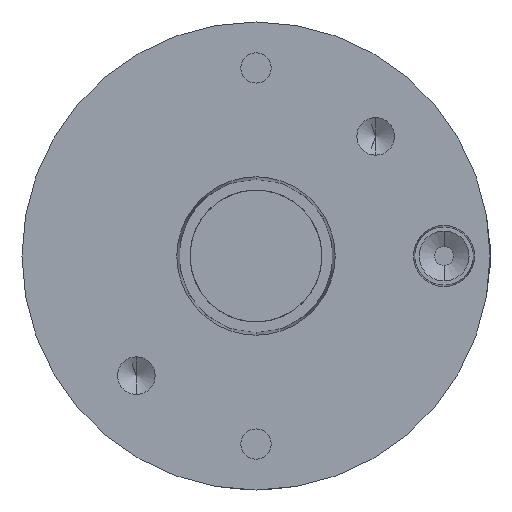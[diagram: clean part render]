
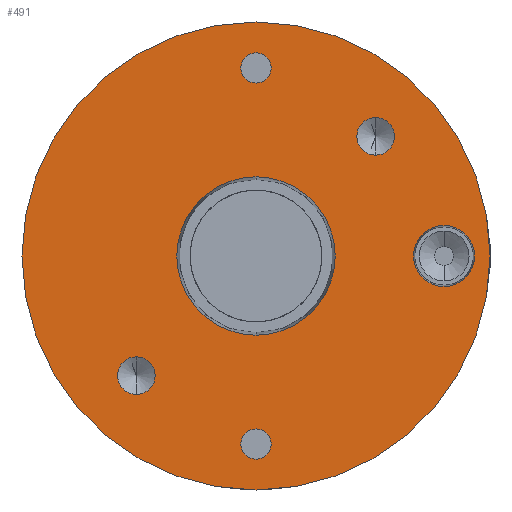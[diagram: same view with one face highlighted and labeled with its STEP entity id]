
A CAD part, front view. The second image highlights one B-rep face of the part: STEP entity #491.
In plain terms, the highlighted planar face has unit normal (0, -1, 0).
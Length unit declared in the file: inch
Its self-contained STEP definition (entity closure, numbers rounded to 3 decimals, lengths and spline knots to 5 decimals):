
#193 = DIRECTION ( 'NONE',  ( 0., -1., 0. ) ) ;
#196 = DIRECTION ( 'NONE',  ( 0., -1., 0. ) ) ;
#253 = CARTESIAN_POINT ( 'NONE',  ( 0., -1.1875, 1.25 ) ) ;
#320 = ORIENTED_EDGE ( 'NONE', *, *, #1826, .F. ) ;
#376 = DIRECTION ( 'NONE',  ( 0., 0., -1. ) ) ;
#379 = AXIS2_PLACEMENT_3D ( 'NONE', #2908, #4587, #465 ) ;
#390 = CIRCLE ( 'NONE', #4465, 0.5264 ) ;
#406 = CARTESIAN_POINT ( 'NONE',  ( 0.7955, -1.1875, 0.9205 ) ) ;
#432 = DIRECTION ( 'NONE',  ( 0., -1., 0. ) ) ;
#448 = CARTESIAN_POINT ( 'NONE',  ( 0., -1.1875, 1.1495 ) ) ;
#459 = EDGE_CURVE ( 'NONE', #2612, #3730, #2441, .T. ) ;
#465 = DIRECTION ( 'NONE',  ( 0., 0., -1. ) ) ;
#470 = VERTEX_POINT ( 'NONE', #2345 ) ;
#491 = ADVANCED_FACE ( 'NONE', ( #4828, #2275, #3494, #4749, #5195, #683, #1546 ), #1030, .F. ) ;
#539 = CARTESIAN_POINT ( 'NONE',  ( 0., -1.1875, -1.25 ) ) ;
#554 = EDGE_LOOP ( 'NONE', ( #5021, #4340 ) ) ;
#556 = AXIS2_PLACEMENT_3D ( 'NONE', #1522, #196, #2218 ) ;
#557 = CIRCLE ( 'NONE', #379, 0.2025 ) ;
#569 = EDGE_LOOP ( 'NONE', ( #3386, #1450 ) ) ;
#608 = CARTESIAN_POINT ( 'NONE',  ( 0., -1.1875, 0. ) ) ;
#618 = CIRCLE ( 'NONE', #4520, 0.2025 ) ;
#625 = CIRCLE ( 'NONE', #4608, 1.5555 ) ;
#683 = FACE_BOUND ( 'NONE', #4239, .T. ) ;
#737 = EDGE_CURVE ( 'NONE', #4815, #1879, #2336, .T. ) ;
#796 = CIRCLE ( 'NONE', #3833, 0.125 ) ;
#930 = CARTESIAN_POINT ( 'NONE',  ( -0.7955, -1.1875, -0.9205 ) ) ;
#1030 = PLANE ( 'NONE',  #2625 ) ;
#1089 = CARTESIAN_POINT ( 'NONE',  ( 0., -1.1875, 1.5555 ) ) ;
#1230 = ORIENTED_EDGE ( 'NONE', *, *, #4829, .F. ) ;
#1284 = DIRECTION ( 'NONE',  ( 0., 0., -1. ) ) ;
#1361 = EDGE_CURVE ( 'NONE', #4799, #4550, #557, .T. ) ;
#1450 = ORIENTED_EDGE ( 'NONE', *, *, #737, .F. ) ;
#1483 = AXIS2_PLACEMENT_3D ( 'NONE', #5243, #4109, #376 ) ;
#1518 = DIRECTION ( 'NONE',  ( 0., 0., -1. ) ) ;
#1520 = CARTESIAN_POINT ( 'NONE',  ( 0., -1.1875, -1.3505 ) ) ;
#1522 = CARTESIAN_POINT ( 'NONE',  ( 0., -1.1875, -1.25 ) ) ;
#1525 = DIRECTION ( 'NONE',  ( 0., 1., 0. ) ) ;
#1546 = FACE_OUTER_BOUND ( 'NONE', #2395, .T. ) ;
#1552 = EDGE_LOOP ( 'NONE', ( #320, #2249 ) ) ;
#1559 = EDGE_CURVE ( 'NONE', #4794, #470, #2017, .T. ) ;
#1593 = VERTEX_POINT ( 'NONE', #2255 ) ;
#1641 = AXIS2_PLACEMENT_3D ( 'NONE', #608, #4776, #2222 ) ;
#1653 = CARTESIAN_POINT ( 'NONE',  ( 0., -1.1875, 0. ) ) ;
#1661 = DIRECTION ( 'NONE',  ( 0., -1., 0. ) ) ;
#1682 = AXIS2_PLACEMENT_3D ( 'NONE', #1653, #3384, #3306 ) ;
#1826 = EDGE_CURVE ( 'NONE', #2431, #2140, #796, .T. ) ;
#1866 = ORIENTED_EDGE ( 'NONE', *, *, #2056, .F. ) ;
#1879 = VERTEX_POINT ( 'NONE', #930 ) ;
#1929 = DIRECTION ( 'NONE',  ( 0., 0., -1. ) ) ;
#1948 = DIRECTION ( 'NONE',  ( 0., 0., -1. ) ) ;
#1988 = ORIENTED_EDGE ( 'NONE', *, *, #459, .F. ) ;
#2004 = CARTESIAN_POINT ( 'NONE',  ( 1.25, -1.1875, -0.2025 ) ) ;
#2017 = CIRCLE ( 'NONE', #4789, 0.1005 ) ;
#2029 = CARTESIAN_POINT ( 'NONE',  ( -0.7955, -1.1875, -0.6705 ) ) ;
#2035 = CARTESIAN_POINT ( 'NONE',  ( 0.7955, -1.1875, 0.7955 ) ) ;
#2056 = EDGE_CURVE ( 'NONE', #470, #4794, #2425, .T. ) ;
#2061 = VERTEX_POINT ( 'NONE', #1089 ) ;
#2075 = DIRECTION ( 'NONE',  ( 0., 0., 1. ) ) ;
#2140 = VERTEX_POINT ( 'NONE', #406 ) ;
#2205 = CIRCLE ( 'NONE', #1682, 1.5555 ) ;
#2218 = DIRECTION ( 'NONE',  ( 0., 0., -1. ) ) ;
#2222 = DIRECTION ( 'NONE',  ( 0., 0., -1. ) ) ;
#2249 = ORIENTED_EDGE ( 'NONE', *, *, #3355, .F. ) ;
#2255 = CARTESIAN_POINT ( 'NONE',  ( 0., -1.1875, -0.5264 ) ) ;
#2275 = FACE_BOUND ( 'NONE', #569, .T. ) ;
#2336 = CIRCLE ( 'NONE', #3036, 0.125 ) ;
#2345 = CARTESIAN_POINT ( 'NONE',  ( 0., -1.1875, -1.1495 ) ) ;
#2356 = EDGE_CURVE ( 'NONE', #2061, #3854, #625, .T. ) ;
#2371 = DIRECTION ( 'NONE',  ( 0., -1., 0. ) ) ;
#2395 = EDGE_LOOP ( 'NONE', ( #3506, #4652 ) ) ;
#2425 = CIRCLE ( 'NONE', #556, 0.1005 ) ;
#2431 = VERTEX_POINT ( 'NONE', #4922 ) ;
#2441 = CIRCLE ( 'NONE', #3061, 0.1005 ) ;
#2517 = DIRECTION ( 'NONE',  ( 0., -1., 0. ) ) ;
#2547 = EDGE_CURVE ( 'NONE', #3854, #2061, #2205, .T. ) ;
#2612 = VERTEX_POINT ( 'NONE', #448 ) ;
#2625 = AXIS2_PLACEMENT_3D ( 'NONE', #3941, #1525, #3910 ) ;
#2635 = CARTESIAN_POINT ( 'NONE',  ( -0.7955, -1.1875, -0.7955 ) ) ;
#2640 = DIRECTION ( 'NONE',  ( 0., -1., 0. ) ) ;
#2765 = CIRCLE ( 'NONE', #1641, 0.5264 ) ;
#2817 = CIRCLE ( 'NONE', #3600, 0.125 ) ;
#2894 = ORIENTED_EDGE ( 'NONE', *, *, #5174, .F. ) ;
#2908 = CARTESIAN_POINT ( 'NONE',  ( 1.25, -1.1875, 0. ) ) ;
#2977 = ORIENTED_EDGE ( 'NONE', *, *, #1559, .F. ) ;
#3014 = DIRECTION ( 'NONE',  ( 0., 0., -1. ) ) ;
#3036 = AXIS2_PLACEMENT_3D ( 'NONE', #2635, #193, #1518 ) ;
#3061 = AXIS2_PLACEMENT_3D ( 'NONE', #253, #5142, #1948 ) ;
#3172 = DIRECTION ( 'NONE',  ( 0., 0., -1. ) ) ;
#3179 = DIRECTION ( 'NONE',  ( 0., -1., 0. ) ) ;
#3306 = DIRECTION ( 'NONE',  ( 0., 0., 1. ) ) ;
#3355 = EDGE_CURVE ( 'NONE', #2140, #2431, #2817, .T. ) ;
#3384 = DIRECTION ( 'NONE',  ( 0., 1., 0. ) ) ;
#3386 = ORIENTED_EDGE ( 'NONE', *, *, #3866, .F. ) ;
#3494 = FACE_BOUND ( 'NONE', #554, .T. ) ;
#3506 = ORIENTED_EDGE ( 'NONE', *, *, #2356, .F. ) ;
#3600 = AXIS2_PLACEMENT_3D ( 'NONE', #5025, #1661, #1284 ) ;
#3630 = EDGE_CURVE ( 'NONE', #3771, #1593, #2765, .T. ) ;
#3641 = DIRECTION ( 'NONE',  ( 0., 1., 0. ) ) ;
#3729 = CARTESIAN_POINT ( 'NONE',  ( 1.25, -1.1875, 0.2025 ) ) ;
#3730 = VERTEX_POINT ( 'NONE', #4120 ) ;
#3771 = VERTEX_POINT ( 'NONE', #5010 ) ;
#3795 = EDGE_LOOP ( 'NONE', ( #2977, #1866 ) ) ;
#3833 = AXIS2_PLACEMENT_3D ( 'NONE', #2035, #2371, #4538 ) ;
#3854 = VERTEX_POINT ( 'NONE', #3954 ) ;
#3866 = EDGE_CURVE ( 'NONE', #1879, #4815, #5028, .T. ) ;
#3910 = DIRECTION ( 'NONE',  ( 0., 0., 1. ) ) ;
#3941 = CARTESIAN_POINT ( 'NONE',  ( 1.5555, -1.1875, 0. ) ) ;
#3954 = CARTESIAN_POINT ( 'NONE',  ( 0., -1.1875, -1.5555 ) ) ;
#4109 = DIRECTION ( 'NONE',  ( 0., -1., 0. ) ) ;
#4120 = CARTESIAN_POINT ( 'NONE',  ( 0., -1.1875, 1.3505 ) ) ;
#4132 = EDGE_CURVE ( 'NONE', #4550, #4799, #618, .T. ) ;
#4140 = CARTESIAN_POINT ( 'NONE',  ( 0., -1.1875, 1.25 ) ) ;
#4174 = DIRECTION ( 'NONE',  ( 0., 0., -1. ) ) ;
#4239 = EDGE_LOOP ( 'NONE', ( #2894, #4916 ) ) ;
#4340 = ORIENTED_EDGE ( 'NONE', *, *, #4132, .F. ) ;
#4407 = CARTESIAN_POINT ( 'NONE',  ( 1.25, -1.1875, 0. ) ) ;
#4465 = AXIS2_PLACEMENT_3D ( 'NONE', #5225, #2640, #3172 ) ;
#4520 = AXIS2_PLACEMENT_3D ( 'NONE', #4407, #3179, #1929 ) ;
#4538 = DIRECTION ( 'NONE',  ( 0., 0., -1. ) ) ;
#4550 = VERTEX_POINT ( 'NONE', #3729 ) ;
#4572 = EDGE_LOOP ( 'NONE', ( #1988, #1230 ) ) ;
#4587 = DIRECTION ( 'NONE',  ( 0., -1., 0. ) ) ;
#4608 = AXIS2_PLACEMENT_3D ( 'NONE', #4975, #3641, #2075 ) ;
#4631 = AXIS2_PLACEMENT_3D ( 'NONE', #4140, #432, #4174 ) ;
#4652 = ORIENTED_EDGE ( 'NONE', *, *, #2547, .F. ) ;
#4749 = FACE_BOUND ( 'NONE', #4572, .T. ) ;
#4776 = DIRECTION ( 'NONE',  ( 0., -1., 0. ) ) ;
#4785 = CIRCLE ( 'NONE', #4631, 0.1005 ) ;
#4789 = AXIS2_PLACEMENT_3D ( 'NONE', #539, #2517, #3014 ) ;
#4794 = VERTEX_POINT ( 'NONE', #1520 ) ;
#4799 = VERTEX_POINT ( 'NONE', #2004 ) ;
#4815 = VERTEX_POINT ( 'NONE', #2029 ) ;
#4828 = FACE_BOUND ( 'NONE', #1552, .T. ) ;
#4829 = EDGE_CURVE ( 'NONE', #3730, #2612, #4785, .T. ) ;
#4916 = ORIENTED_EDGE ( 'NONE', *, *, #3630, .F. ) ;
#4922 = CARTESIAN_POINT ( 'NONE',  ( 0.7955, -1.1875, 0.6705 ) ) ;
#4975 = CARTESIAN_POINT ( 'NONE',  ( 0., -1.1875, 0. ) ) ;
#5010 = CARTESIAN_POINT ( 'NONE',  ( 0., -1.1875, 0.5264 ) ) ;
#5021 = ORIENTED_EDGE ( 'NONE', *, *, #1361, .F. ) ;
#5025 = CARTESIAN_POINT ( 'NONE',  ( 0.7955, -1.1875, 0.7955 ) ) ;
#5028 = CIRCLE ( 'NONE', #1483, 0.125 ) ;
#5142 = DIRECTION ( 'NONE',  ( 0., -1., 0. ) ) ;
#5174 = EDGE_CURVE ( 'NONE', #1593, #3771, #390, .T. ) ;
#5195 = FACE_BOUND ( 'NONE', #3795, .T. ) ;
#5225 = CARTESIAN_POINT ( 'NONE',  ( 0., -1.1875, 0. ) ) ;
#5243 = CARTESIAN_POINT ( 'NONE',  ( -0.7955, -1.1875, -0.7955 ) ) ;
